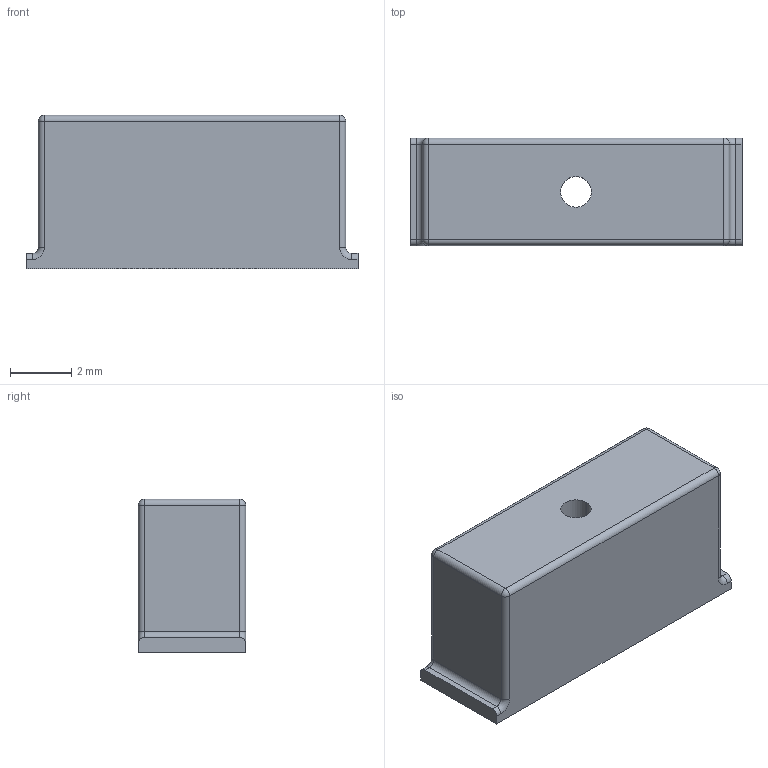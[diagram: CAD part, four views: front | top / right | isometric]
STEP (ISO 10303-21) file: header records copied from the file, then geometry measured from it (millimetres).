
FILE_DESCRIPTION (( 'STEP AP214' ), '1' );
FILE_NAME ('6268105', '2019-01-28T17:15:06', ( '' ), ('JUGARD+KÜNSTNER GmbH'), 'SwSTEP 2.0', 'SolidWorks 2017', '' );
FILE_SCHEMA (( 'AUTOMOTIVE_DESIGN' ));
Length unit declared in the file: millimetre
Products named in the file (1): 6268105
Bounding box: 10.8 x 3.5 x 5 mm (x, y, z)
Volume: 114.3 mm3; surface area: 289 mm2
Topology: 1 solids, 1 shells, 66 faces, 161 edges, 94 vertices
Faces by surface type: cylinder 26, plane 25, torus 7, sphere 4, cone 4
Entity records: 1966 total; most frequent: CARTESIAN_POINT 402, DIRECTION 330, ORIENTED_EDGE 314, EDGE_CURVE 157, AXIS2_PLACEMENT_3D 118, VECTOR 94, VERTEX_POINT 94, LINE 94
